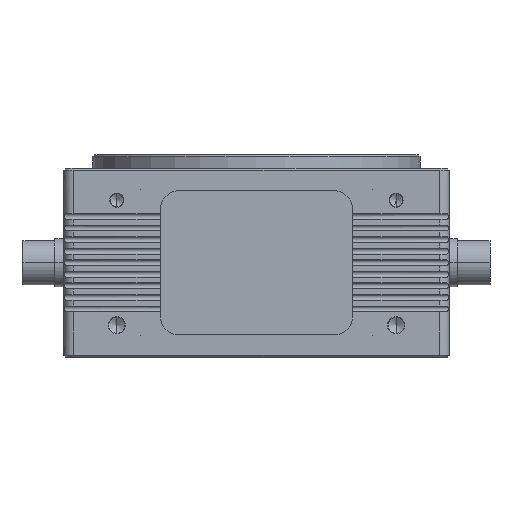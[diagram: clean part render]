
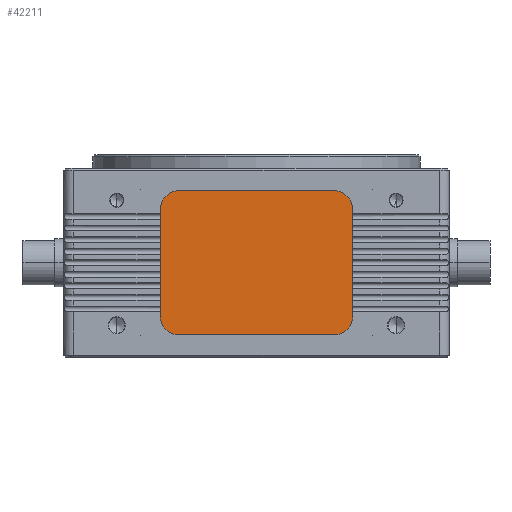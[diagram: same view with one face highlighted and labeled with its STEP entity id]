
A CAD part, front view. The second image highlights one B-rep face of the part: STEP entity #42211.
In plain terms, the highlighted planar face has unit normal (0, -1, 0).
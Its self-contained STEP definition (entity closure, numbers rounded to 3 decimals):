
#540 = CIRCLE ( 'NONE', #41624, 10. ) ;
#835 = VECTOR ( 'NONE', #23917, 1000. ) ;
#1347 = EDGE_CURVE ( 'NONE', #7448, #4884, #15987, .T. ) ;
#2210 = CARTESIAN_POINT ( 'NONE',  ( 50., -145., 27.5 ) ) ;
#3459 = CARTESIAN_POINT ( 'NONE',  ( -40., -145., 37.5 ) ) ;
#3460 = DIRECTION ( 'NONE',  ( 0., 0., -1. ) ) ;
#3625 = CARTESIAN_POINT ( 'NONE',  ( 40., -145., 37.5 ) ) ;
#4123 = EDGE_CURVE ( 'NONE', #6467, #7448, #33698, .T. ) ;
#4541 = CARTESIAN_POINT ( 'NONE',  ( 40., -145., 27.5 ) ) ;
#4745 = FACE_OUTER_BOUND ( 'NONE', #23820, .T. ) ;
#4863 = EDGE_CURVE ( 'NONE', #24457, #6467, #16193, .T. ) ;
#4884 = VERTEX_POINT ( 'NONE', #22795 ) ;
#5338 = DIRECTION ( 'NONE',  ( 0., -1., 0. ) ) ;
#6467 = VERTEX_POINT ( 'NONE', #3625 ) ;
#6794 = CARTESIAN_POINT ( 'NONE',  ( -50., -145., -27.5 ) ) ;
#7448 = VERTEX_POINT ( 'NONE', #25798 ) ;
#8445 = DIRECTION ( 'NONE',  ( 0., 0., 1. ) ) ;
#9236 = VERTEX_POINT ( 'NONE', #11897 ) ;
#9777 = EDGE_CURVE ( 'NONE', #4884, #26528, #37115, .T. ) ;
#10051 = VECTOR ( 'NONE', #22249, 1000. ) ;
#11361 = DIRECTION ( 'NONE',  ( 0., 0., 1. ) ) ;
#11429 = VERTEX_POINT ( 'NONE', #43245 ) ;
#11715 = DIRECTION ( 'NONE',  ( 0., 0., -1. ) ) ;
#11897 = CARTESIAN_POINT ( 'NONE',  ( 50., -145., -27.5 ) ) ;
#13307 = CARTESIAN_POINT ( 'NONE',  ( -40., -145., -37.5 ) ) ;
#14351 = VECTOR ( 'NONE', #8445, 1000. ) ;
#15287 = EDGE_CURVE ( 'NONE', #9236, #24457, #20736, .T. ) ;
#15611 = DIRECTION ( 'NONE',  ( 0., 0., -1. ) ) ;
#15987 = CIRCLE ( 'NONE', #21264, 10. ) ;
#16193 = CIRCLE ( 'NONE', #36741, 10. ) ;
#16528 = EDGE_CURVE ( 'NONE', #26528, #11429, #540, .T. ) ;
#16856 = DIRECTION ( 'NONE',  ( 0., 0., -1. ) ) ;
#18409 = AXIS2_PLACEMENT_3D ( 'NONE', #27307, #30720, #3460 ) ;
#19869 = EDGE_CURVE ( 'NONE', #11429, #41019, #33117, .T. ) ;
#19966 = CARTESIAN_POINT ( 'NONE',  ( -40., -145., -27.5 ) ) ;
#20426 = DIRECTION ( 'NONE',  ( 1., 0., 0. ) ) ;
#20736 = LINE ( 'NONE', #38668, #14351 ) ;
#21264 = AXIS2_PLACEMENT_3D ( 'NONE', #32486, #32034, #11715 ) ;
#22249 = DIRECTION ( 'NONE',  ( 0., 0., -1. ) ) ;
#22413 = CARTESIAN_POINT ( 'NONE',  ( 40., -145., -27.5 ) ) ;
#22748 = ORIENTED_EDGE ( 'NONE', *, *, #19869, .T. ) ;
#22795 = CARTESIAN_POINT ( 'NONE',  ( -50., -145., 27.5 ) ) ;
#23213 = EDGE_CURVE ( 'NONE', #41019, #9236, #35163, .T. ) ;
#23549 = VECTOR ( 'NONE', #20426, 1000. ) ;
#23628 = PLANE ( 'NONE',  #18409 ) ;
#23820 = EDGE_LOOP ( 'NONE', ( #37599, #22748, #40692, #28462, #39309, #28235, #38490, #36795 ) ) ;
#23917 = DIRECTION ( 'NONE',  ( -1., 0., 0. ) ) ;
#24457 = VERTEX_POINT ( 'NONE', #2210 ) ;
#25798 = CARTESIAN_POINT ( 'NONE',  ( -40., -145., 37.5 ) ) ;
#25946 = AXIS2_PLACEMENT_3D ( 'NONE', #22413, #5338, #15611 ) ;
#26528 = VERTEX_POINT ( 'NONE', #6794 ) ;
#27307 = CARTESIAN_POINT ( 'NONE',  ( -40., -145., -27.5 ) ) ;
#28235 = ORIENTED_EDGE ( 'NONE', *, *, #4123, .T. ) ;
#28462 = ORIENTED_EDGE ( 'NONE', *, *, #15287, .T. ) ;
#30019 = DIRECTION ( 'NONE',  ( 0., -1., 0. ) ) ;
#30720 = DIRECTION ( 'NONE',  ( 0., -1., 0. ) ) ;
#31694 = DIRECTION ( 'NONE',  ( 0., -1., 0. ) ) ;
#32034 = DIRECTION ( 'NONE',  ( 0., -1., 0. ) ) ;
#32486 = CARTESIAN_POINT ( 'NONE',  ( -40., -145., 27.5 ) ) ;
#33117 = LINE ( 'NONE', #13307, #23549 ) ;
#33698 = LINE ( 'NONE', #3459, #835 ) ;
#35163 = CIRCLE ( 'NONE', #25946, 10. ) ;
#36741 = AXIS2_PLACEMENT_3D ( 'NONE', #4541, #31694, #11361 ) ;
#36795 = ORIENTED_EDGE ( 'NONE', *, *, #9777, .T. ) ;
#36823 = CARTESIAN_POINT ( 'NONE',  ( 40., -145., -37.5 ) ) ;
#37115 = LINE ( 'NONE', #41954, #10051 ) ;
#37599 = ORIENTED_EDGE ( 'NONE', *, *, #16528, .T. ) ;
#38490 = ORIENTED_EDGE ( 'NONE', *, *, #1347, .T. ) ;
#38668 = CARTESIAN_POINT ( 'NONE',  ( 50., -145., 27.5 ) ) ;
#39309 = ORIENTED_EDGE ( 'NONE', *, *, #4863, .T. ) ;
#40692 = ORIENTED_EDGE ( 'NONE', *, *, #23213, .T. ) ;
#41019 = VERTEX_POINT ( 'NONE', #36823 ) ;
#41624 = AXIS2_PLACEMENT_3D ( 'NONE', #19966, #30019, #16856 ) ;
#41954 = CARTESIAN_POINT ( 'NONE',  ( -50., -145., 27.5 ) ) ;
#42211 = ADVANCED_FACE ( 'NONE', ( #4745 ), #23628, .T. ) ;
#43245 = CARTESIAN_POINT ( 'NONE',  ( -40., -145., -37.5 ) ) ;
